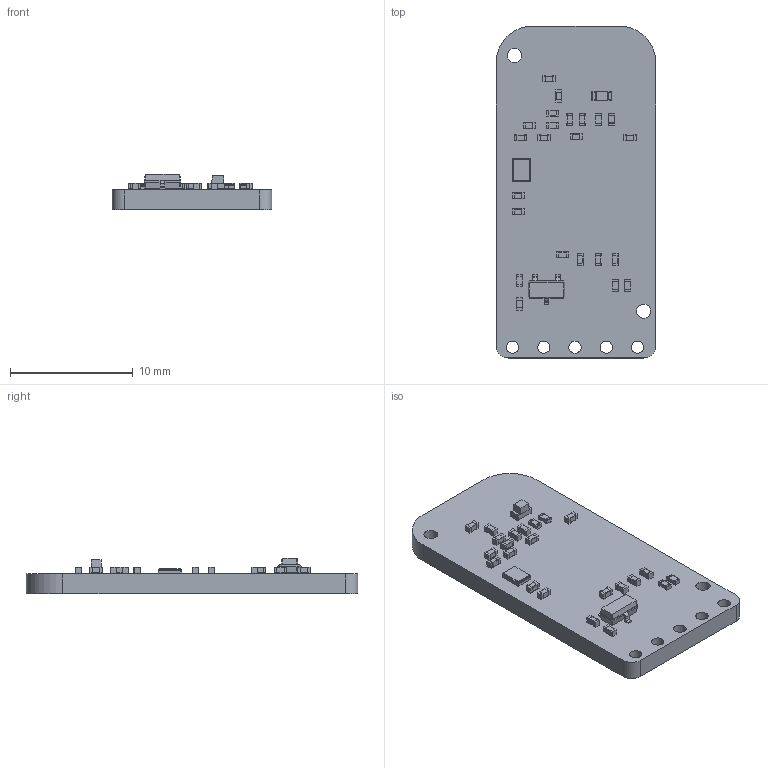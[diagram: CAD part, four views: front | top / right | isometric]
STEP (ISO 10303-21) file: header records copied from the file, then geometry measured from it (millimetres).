
FILE_DESCRIPTION(('KiCad electronic assembly'),'2;1');
FILE_NAME('beacon.step','2024-07-28T19:04:22',('Pcbnew'),('Kicad'), 'Open CASCADE STEP processor 7.8','KiCad to STEP converter','Unknown' );
FILE_SCHEMA(('AUTOMOTIVE_DESIGN { 1 0 10303 214 1 1 1 1 }'));
Length unit declared in the file: millimetre
Products named in the file (14): beacon 1; L_0402_1005Metric; C_0402_1005Metric; R_0402_1005Metric; SOT-23; SOT_23; Crystal_SMD_3225-4Pin_3.2x2.5mm; LED_0603_1608Metric; beacon_PCB
Assembly tree (33 placements, depth 3):
  beacon 1
    L_0402_1005Metric  x4
      L_0402_1005Metric
    C_0402_1005Metric  x15
      C_0402_1005Metric
    R_0402_1005Metric  x4
      R_0402_1005Metric
    SOT-23
      SOT_23
    Crystal_SMD_3225-4Pin_3.2x2.5mm
      Crystal_SMD_3225-4Pin_3.2x2.5mm
    LED_0603_1608Metric
      LED_0603_1608Metric
    beacon_PCB
Bounding box: 13 x 27 x 2.85 mm (x, y, z)
Volume: 556.6 mm3; surface area: 930.2 mm2
Topology: 27 solids, 27 shells, 807 faces, 2070 edges, 1358 vertices
Faces by surface type: plane 461, cylinder 291, bspline 55
Full cylindrical faces by diameter (mm): 1 x5, 1.152 x2
Entity records: 9515 total; most frequent: CARTESIAN_POINT 1656, ORIENTED_EDGE 1284, DIRECTION 1128, EDGE_CURVE 642, LINE 412, VECTOR 412, VERTEX_POINT 410, AXIS2_PLACEMENT_3D 358
